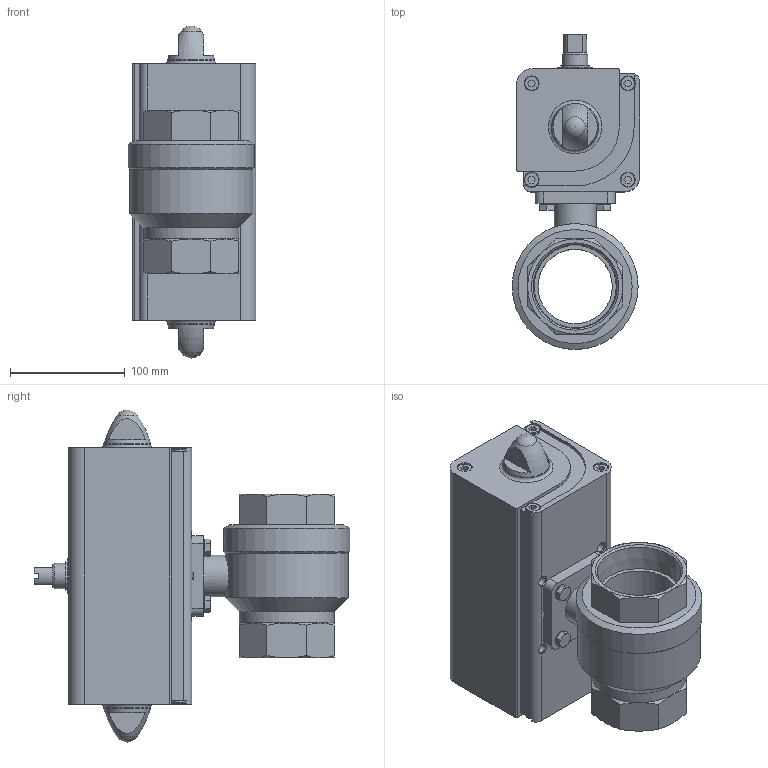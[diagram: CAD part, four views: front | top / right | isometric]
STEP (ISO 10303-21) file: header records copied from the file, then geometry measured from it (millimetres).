
FILE_DESCRIPTION(/* description */ ('STEP AP214'),/* implementation_level */ '2;1');
FILE_NAME(/* name */ '540874_VZPR-BPD-22-R212',/* time_stamp */ '2024-09-14T03:26:56+02:00',/* author */ ('License CC BY-ND 4.0'),/* organization */ ('CADENAS'),/* preprocessor_version */ 'ST-DEVELOPER v19.3',/* originating_system */ 'PARTsolutions',/* authorisation */ ' ');
FILE_SCHEMA (('AUTOMOTIVE_DESIGN {1 0 10303 214 3 1 1}'));
Length unit declared in the file: millimetre
Products named in the file (7): 540874 VZPR-BPD-22-R212; 533421 DAPS-0180-090-R-F0710---(1); 533421 DAPS-0180-090-R-F0710---(2); 534310 VAPB-2 1/2-F-25-F07---(35 V); 8082124 DARQ-R-A-S22-S14-22; 690068 S 8 A2; Hexagon bolt DIN 933 - M8x22
Assembly tree (12 placements, depth 2):
  540874 VZPR-BPD-22-R212
    533421 DAPS-0180-090-R-F0710---(1)
    533421 DAPS-0180-090-R-F0710---(2)
    534310 VAPB-2 1/2-F-25-F07---(35 V)
    8082124 DARQ-R-A-S22-S14-22
    690068 S 8 A2  x4
    Hexagon bolt DIN 933 - M8x22  x4
Bounding box: 111.5 x 275.25 x 289.9 mm (x, y, z)
Volume: 3162602.3 mm3; surface area: 262454 mm2
Topology: 12 solids, 12 shells, 483 faces, 1176 edges, 742 vertices
Faces by surface type: plane 251, cone 111, cylinder 101, torus 18, sphere 2
Full cylindrical faces by diameter (mm): 4.134 x9, 4.917 x1, 6.647 x4, 8 x4, 8.376 x4, 8.4 x4, 8.5 x4, 8.566 x2, 11.63 x4, 13 x12, 22 x1, 25.1 x1, 31 x2, 36.5 x1, 44 x2, 65 x1, 83 x1, 107.5 x1, 110 x1
Entity records: 11714 total; most frequent: CARTESIAN_POINT 2288, DIRECTION 1912, ORIENTED_EDGE 1734, EDGE_CURVE 867, AXIS2_PLACEMENT_3D 704, VERTEX_POINT 631, FACE_BOUND 590, EDGE_LOOP 570
